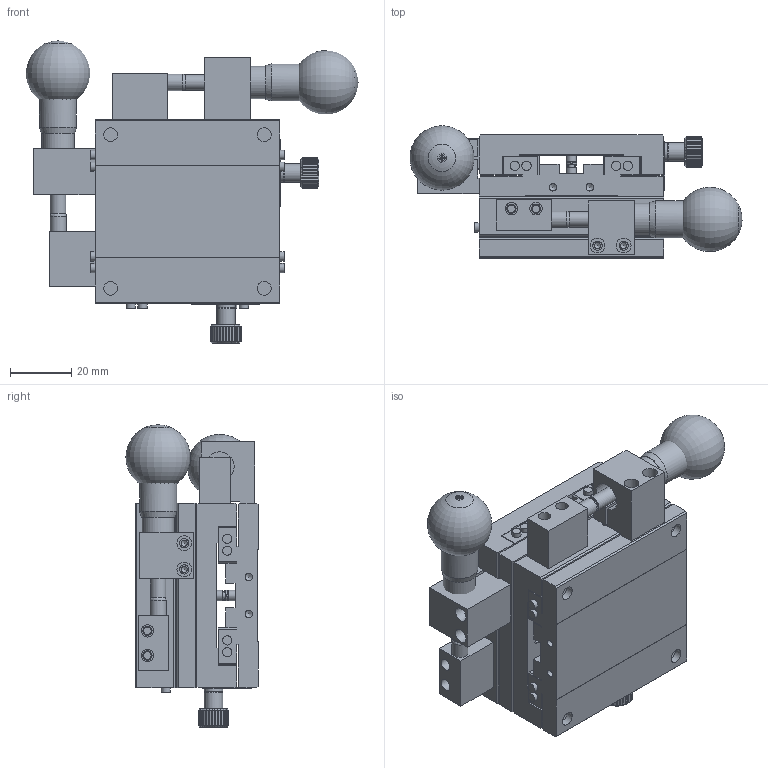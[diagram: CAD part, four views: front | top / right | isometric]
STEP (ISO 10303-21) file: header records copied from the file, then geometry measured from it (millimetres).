
FILE_DESCRIPTION (( 'STEP AP203' ), '1' );
FILE_NAME ('528882.STEP', '2024-11-13T02:44:34', ( 'Windows User' ), ( 'P R C' ), 'SwSTEP 2.0', 'SolidWorks 2020', '' );
FILE_SCHEMA (( 'CONFIG_CONTROL_DESIGN' ));
Products named in the file (1): 528882
Bounding box: 107.99 x 42.98 x 98.3 mm (x, y, z)
Volume: 138633 mm3; surface area: 71000.5 mm2
Topology: 8 solids, 18 shells, 4814 faces, 10144 edges, 5486 vertices
Faces by surface type: bspline 2882, cylinder 1126, plane 464, cone 332, torus 10
Full cylindrical faces by diameter (mm): 1.567 x20, 2 x4, 2.013 x22, 2.459 x34, 2.5 x36, 3 x22, 3.1 x2, 3.2 x18, 3.242 x16, 3.374 x4, 3.4 x4, 4 x4, 4.4 x32, 4.5 x8, 4.8 x4, 5 x2, 5.3 x2, 6 x22, 8 x8, 9 x2, 10.5 x2, 12.034 x2, 13.835 x2
Entity records: 175727 total; most frequent: CARTESIAN_POINT 108071, ORIENTED_EDGE 19352, EDGE_CURVE 9676, DIRECTION 6992, EDGE_LOOP 5422, VERTEX_POINT 5386, FACE_OUTER_BOUND 5088, ADVANCED_FACE 4814
